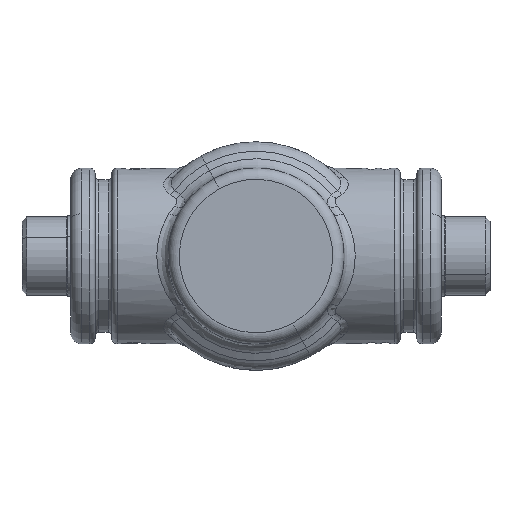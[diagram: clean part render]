
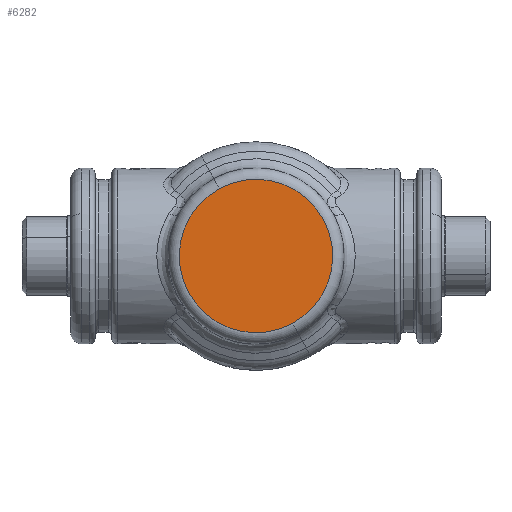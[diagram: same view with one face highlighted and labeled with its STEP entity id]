
A CAD part, front view. The second image highlights one B-rep face of the part: STEP entity #6282.
In plain terms, the highlighted planar face has unit normal (0, -1, 0).
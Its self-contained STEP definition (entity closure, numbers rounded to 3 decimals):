
#6259=CARTESIAN_POINT('Axis2P3D Location',(0.,-68.5,20.5)) ;
#6264=CARTESIAN_POINT('Axis2P3D Location',(0.,-68.5,0.)) ;
#6268=CARTESIAN_POINT('Vertex',(9.828,-68.5,-17.99)) ;
#6270=CARTESIAN_POINT('Vertex',(-9.828,-68.5,17.99)) ;
#6273=CARTESIAN_POINT('Axis2P3D Location',(0.,-68.5,0.)) ;
#6260=DIRECTION('Axis2P3D Direction',(0.,-1.,0.)) ;
#6261=DIRECTION('Axis2P3D XDirection',(1.,0.,0.)) ;
#6265=DIRECTION('Axis2P3D Direction',(0.,-1.,0.)) ;
#6274=DIRECTION('Axis2P3D Direction',(0.,-1.,0.)) ;
#6262=AXIS2_PLACEMENT_3D('Plane Axis2P3D',#6259,#6260,#6261) ;
#6266=AXIS2_PLACEMENT_3D('Circle Axis2P3D',#6264,#6265,$) ;
#6275=AXIS2_PLACEMENT_3D('Circle Axis2P3D',#6273,#6274,$) ;
#6267=CIRCLE('generated circle',#6266,20.5) ;
#6276=CIRCLE('generated circle',#6275,20.5) ;
#6263=PLANE('',#6262) ;
#6272=EDGE_CURVE('',#6269,#6271,#6267,.T.) ;
#6277=EDGE_CURVE('',#6271,#6269,#6276,.T.) ;
#6279=ORIENTED_EDGE('',*,*,#6272,.T.) ;
#6280=ORIENTED_EDGE('',*,*,#6277,.T.) ;
#6278=EDGE_LOOP('',(#6279,#6280)) ;
#6269=VERTEX_POINT('',#6268) ;
#6271=VERTEX_POINT('',#6270) ;
#6282=ADVANCED_FACE('PartBody',(#6281),#6263,.T.) ;
#6281=FACE_OUTER_BOUND('',#6278,.T.) ;
